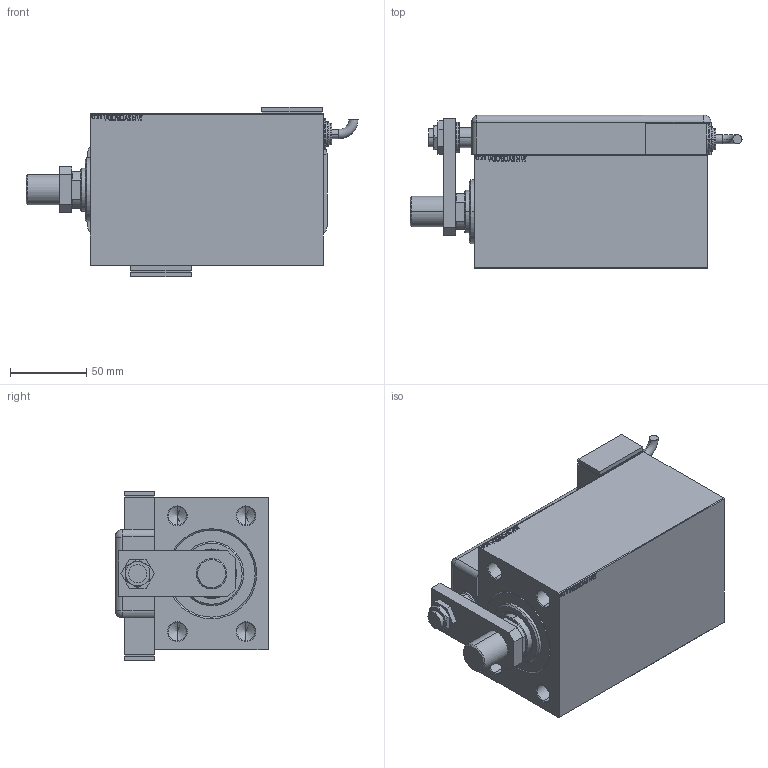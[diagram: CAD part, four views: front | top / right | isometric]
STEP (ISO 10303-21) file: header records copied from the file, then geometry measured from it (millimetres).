
FILE_DESCRIPTION (( 'STEP AP203' ), '1' );
FILE_NAME ('0893.STEP', '2022-04-17T16:29:35', ( '' ), ( '' ), 'SwSTEP 2.0', 'SolidWorks 2019', '' );
FILE_SCHEMA (( 'CONFIG_CONTROL_DESIGN' ));
Length unit declared in the file: millimetre
Products named in the file (14): KRYT f0e39ddb10a31d8f88476ca79a996782; V450CM_B_Body f0e39ddb10a31d8f88476ca79a996782; SWITCH_Q_FRONT_BACK f0e39ddb10a31d8f88476ca79a996782; 0893; SWITCH DIM A_G f0e39ddb10a31d8f88476ca79a996782; V450CM_MALE_METRIC f0e39ddb10a31d8f88476ca79a996782; ZARAZKA_Q f0e39ddb10a31d8f88476ca79a996782; NUT_D19 f0e39ddb10a31d8f88476ca79a996782; MAGNETIC SWITCH Q f0e39ddb10a31d8f88476ca79a996782; V450CM_B_VCP f0e39ddb10a31d8f88476ca79a996782; SWITCH Q f0e39ddb10a31d8f88476ca79a996782; TYC f0e39ddb10a31d8f88476ca79a996782; V450CM_VC_B f0e39ddb10a31d8f88476ca79a996782; NUT_D13 f0e39ddb10a31d8f88476ca79a996782
Assembly tree (14 placements, depth 3):
  0893
    V450CM_B_Body f0e39ddb10a31d8f88476ca79a996782
    V450CM_B_VCP f0e39ddb10a31d8f88476ca79a996782
    V450CM_VC_B f0e39ddb10a31d8f88476ca79a996782
    V450CM_MALE_METRIC f0e39ddb10a31d8f88476ca79a996782
    MAGNETIC SWITCH Q f0e39ddb10a31d8f88476ca79a996782
      SWITCH_Q_FRONT_BACK f0e39ddb10a31d8f88476ca79a996782
      TYC f0e39ddb10a31d8f88476ca79a996782
      ZARAZKA_Q f0e39ddb10a31d8f88476ca79a996782
      SWITCH DIM A_G f0e39ddb10a31d8f88476ca79a996782
      NUT_D19 f0e39ddb10a31d8f88476ca79a996782
      NUT_D13 f0e39ddb10a31d8f88476ca79a996782
      KRYT f0e39ddb10a31d8f88476ca79a996782
      SWITCH Q f0e39ddb10a31d8f88476ca79a996782  x2
Bounding box: 217.76 x 100.8 x 111 mm (x, y, z)
Volume: 1194313.9 mm3; surface area: 201260.4 mm2
Topology: 14 solids, 14 shells, 1282 faces, 3243 edges, 2121 vertices
Faces by surface type: plane 612, bspline 471, cylinder 115, cone 58, torus 24, sphere 2
Entity records: 60723 total; most frequent: CARTESIAN_POINT 32341, ORIENTED_EDGE 6258, DIRECTION 4033, EDGE_CURVE 3129, VERTEX_POINT 2061, LINE 1863, VECTOR 1863, EDGE_LOOP 1410
